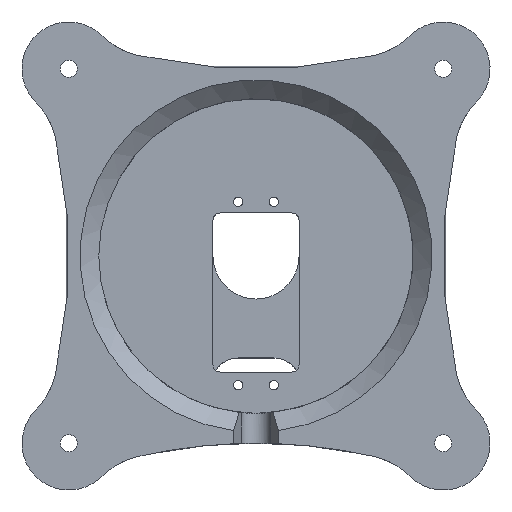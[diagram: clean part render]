
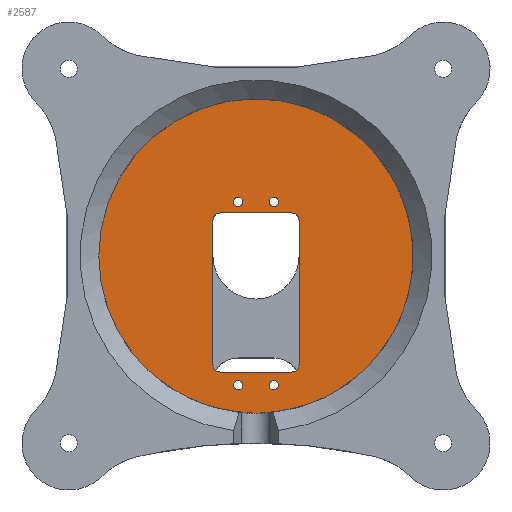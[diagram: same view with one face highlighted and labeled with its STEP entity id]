
A CAD part, front view. The second image highlights one B-rep face of the part: STEP entity #2587.
In plain terms, the highlighted planar face has unit normal (0, -1, 0).
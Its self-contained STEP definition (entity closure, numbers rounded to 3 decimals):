
#229=FACE_BOUND('',#874,.T.);
#230=FACE_BOUND('',#875,.T.);
#231=FACE_BOUND('',#876,.T.);
#232=FACE_BOUND('',#877,.T.);
#233=FACE_BOUND('',#878,.T.);
#307=LINE('',#6395,#446);
#311=LINE('',#6469,#450);
#314=LINE('',#6474,#453);
#317=LINE('',#6487,#456);
#446=VECTOR('',#3277,10.);
#450=VECTOR('',#3327,10.);
#453=VECTOR('',#3332,10.);
#456=VECTOR('',#3351,10.);
#559=PLANE('',#2859);
#706=FACE_OUTER_BOUND('',#873,.T.);
#873=EDGE_LOOP('',(#2393));
#874=EDGE_LOOP('',(#2394));
#875=EDGE_LOOP('',(#2395));
#876=EDGE_LOOP('',(#2396));
#877=EDGE_LOOP('',(#2397));
#878=EDGE_LOOP('',(#2398,#2399,#2400,#2401,#2402,#2403,#2404,#2405));
#987=CIRCLE('',#2773,2.);
#998=CIRCLE('',#2796,2.);
#999=CIRCLE('',#2800,2.);
#1002=CIRCLE('',#2805,2.);
#1005=CIRCLE('',#2813,42.);
#1010=CIRCLE('',#2852,1.25);
#1011=CIRCLE('',#2854,1.25);
#1012=CIRCLE('',#2856,1.25);
#1013=CIRCLE('',#2858,1.25);
#1202=VERTEX_POINT('',#6385);
#1203=VERTEX_POINT('',#6387);
#1205=VERTEX_POINT('',#6393);
#1210=VERTEX_POINT('',#6462);
#1211=VERTEX_POINT('',#6464);
#1212=VERTEX_POINT('',#6468);
#1214=VERTEX_POINT('',#6476);
#1215=VERTEX_POINT('',#6483);
#1221=VERTEX_POINT('',#6523);
#1250=VERTEX_POINT('',#6642);
#1251=VERTEX_POINT('',#6646);
#1252=VERTEX_POINT('',#6650);
#1253=VERTEX_POINT('',#6654);
#1537=EDGE_CURVE('',#1202,#1203,#987,.T.);
#1541=EDGE_CURVE('',#1202,#1205,#307,.T.);
#1558=EDGE_CURVE('',#1210,#1211,#998,.T.);
#1560=EDGE_CURVE('',#1212,#1211,#311,.T.);
#1563=EDGE_CURVE('',#1210,#1203,#314,.T.);
#1565=EDGE_CURVE('',#1214,#1205,#999,.T.);
#1568=EDGE_CURVE('',#1212,#1215,#1002,.T.);
#1570=EDGE_CURVE('',#1214,#1215,#317,.T.);
#1579=EDGE_CURVE('',#1221,#1221,#1005,.T.);
#1634=EDGE_CURVE('',#1250,#1250,#1010,.T.);
#1636=EDGE_CURVE('',#1251,#1251,#1011,.T.);
#1638=EDGE_CURVE('',#1252,#1252,#1012,.T.);
#1640=EDGE_CURVE('',#1253,#1253,#1013,.T.);
#2393=ORIENTED_EDGE('',*,*,#1579,.F.);
#2394=ORIENTED_EDGE('',*,*,#1634,.T.);
#2395=ORIENTED_EDGE('',*,*,#1636,.T.);
#2396=ORIENTED_EDGE('',*,*,#1638,.T.);
#2397=ORIENTED_EDGE('',*,*,#1640,.T.);
#2398=ORIENTED_EDGE('',*,*,#1560,.T.);
#2399=ORIENTED_EDGE('',*,*,#1558,.F.);
#2400=ORIENTED_EDGE('',*,*,#1563,.T.);
#2401=ORIENTED_EDGE('',*,*,#1537,.F.);
#2402=ORIENTED_EDGE('',*,*,#1541,.T.);
#2403=ORIENTED_EDGE('',*,*,#1565,.F.);
#2404=ORIENTED_EDGE('',*,*,#1570,.T.);
#2405=ORIENTED_EDGE('',*,*,#1568,.F.);
#2587=ADVANCED_FACE('',(#706,#229,#230,#231,#232,#233),#559,.T.);
#2773=AXIS2_PLACEMENT_3D('',#6388,#3270,#3271);
#2796=AXIS2_PLACEMENT_3D('',#6465,#3322,#3323);
#2800=AXIS2_PLACEMENT_3D('',#6478,#3336,#3337);
#2805=AXIS2_PLACEMENT_3D('',#6484,#3346,#3347);
#2813=AXIS2_PLACEMENT_3D('',#6525,#3365,#3366);
#2852=AXIS2_PLACEMENT_3D('',#6643,#3493,#3494);
#2854=AXIS2_PLACEMENT_3D('',#6647,#3498,#3499);
#2856=AXIS2_PLACEMENT_3D('',#6651,#3503,#3504);
#2858=AXIS2_PLACEMENT_3D('',#6655,#3508,#3509);
#2859=AXIS2_PLACEMENT_3D('',#6657,#3511,#3512);
#3270=DIRECTION('center_axis',(0.,-1.,0.));
#3271=DIRECTION('ref_axis',(0.707,0.,0.707));
#3277=DIRECTION('',(0.,0.,-1.));
#3322=DIRECTION('center_axis',(0.,-1.,0.));
#3323=DIRECTION('ref_axis',(-0.707,0.,0.707));
#3327=DIRECTION('',(0.,0.,1.));
#3332=DIRECTION('',(1.,0.,0.));
#3336=DIRECTION('center_axis',(0.,-1.,0.));
#3337=DIRECTION('ref_axis',(0.707,0.,-0.707));
#3346=DIRECTION('center_axis',(0.,-1.,0.));
#3347=DIRECTION('ref_axis',(-0.707,0.,-0.707));
#3351=DIRECTION('',(-1.,0.,0.));
#3365=DIRECTION('center_axis',(0.,1.,0.));
#3366=DIRECTION('ref_axis',(1.,0.,0.));
#3493=DIRECTION('center_axis',(0.,1.,0.));
#3494=DIRECTION('ref_axis',(1.,0.,0.));
#3498=DIRECTION('center_axis',(0.,1.,0.));
#3499=DIRECTION('ref_axis',(1.,0.,0.));
#3503=DIRECTION('center_axis',(0.,1.,0.));
#3504=DIRECTION('ref_axis',(1.,0.,0.));
#3508=DIRECTION('center_axis',(0.,1.,0.));
#3509=DIRECTION('ref_axis',(1.,0.,0.));
#3511=DIRECTION('center_axis',(0.,-1.,0.));
#3512=DIRECTION('ref_axis',(0.,0.,-1.));
#6385=CARTESIAN_POINT('',(11.5,42.,9.5));
#6387=CARTESIAN_POINT('',(9.5,42.,11.5));
#6388=CARTESIAN_POINT('Origin',(9.5,42.,9.5));
#6393=CARTESIAN_POINT('',(11.5,42.,-29.));
#6395=CARTESIAN_POINT('',(11.5,42.,5.75));
#6462=CARTESIAN_POINT('',(-9.5,42.,11.5));
#6464=CARTESIAN_POINT('',(-11.5,42.,9.5));
#6465=CARTESIAN_POINT('Origin',(-9.5,42.,9.5));
#6468=CARTESIAN_POINT('',(-11.5,42.,-29.));
#6469=CARTESIAN_POINT('',(-11.5,42.,-15.5));
#6474=CARTESIAN_POINT('',(-5.75,42.,11.5));
#6476=CARTESIAN_POINT('',(9.5,42.,-31.));
#6478=CARTESIAN_POINT('Origin',(9.5,42.,-29.));
#6483=CARTESIAN_POINT('',(-9.5,42.,-31.));
#6484=CARTESIAN_POINT('Origin',(-9.5,42.,-29.));
#6487=CARTESIAN_POINT('',(5.75,42.,-31.));
#6523=CARTESIAN_POINT('',(-42.,42.,0.));
#6525=CARTESIAN_POINT('Origin',(0.,42.,0.));
#6642=CARTESIAN_POINT('',(-6.,42.,-34.5));
#6643=CARTESIAN_POINT('Origin',(-4.75,42.,-34.5));
#6646=CARTESIAN_POINT('',(3.5,42.,14.5));
#6647=CARTESIAN_POINT('Origin',(4.75,42.,14.5));
#6650=CARTESIAN_POINT('',(3.5,42.,-34.5));
#6651=CARTESIAN_POINT('Origin',(4.75,42.,-34.5));
#6654=CARTESIAN_POINT('',(-6.,42.,14.5));
#6655=CARTESIAN_POINT('Origin',(-4.75,42.,14.5));
#6657=CARTESIAN_POINT('Origin',(0.,42.,0.));
